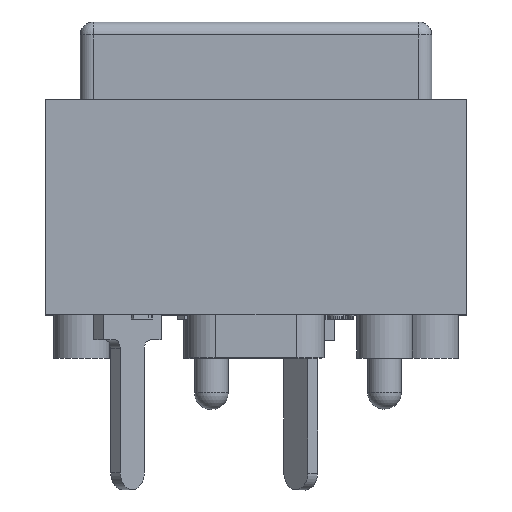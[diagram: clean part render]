
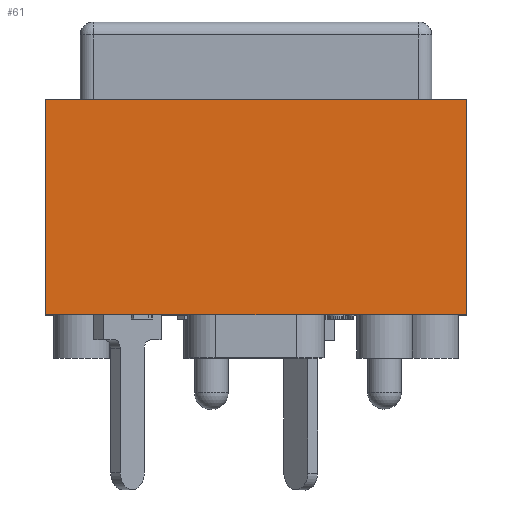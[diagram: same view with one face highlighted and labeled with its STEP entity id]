
A CAD part, top view. The second image highlights one B-rep face of the part: STEP entity #61.
In plain terms, the highlighted planar face has unit normal (0, 0, 1).
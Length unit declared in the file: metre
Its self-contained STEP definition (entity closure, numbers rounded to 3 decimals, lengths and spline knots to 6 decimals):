
#61 = ADVANCED_FACE( '', ( #593 ), #594, .T. );
#593 = FACE_OUTER_BOUND( '', #1640, .T. );
#594 = PLANE( '', #1641 );
#1640 = EDGE_LOOP( '', ( #3066, #3067, #3068, #3069 ) );
#1641 = AXIS2_PLACEMENT_3D( '', #3070, #3071, #3072 );
#3066 = ORIENTED_EDGE( '', *, *, #7289, .T. );
#3067 = ORIENTED_EDGE( '', *, *, #7290, .F. );
#3068 = ORIENTED_EDGE( '', *, *, #7291, .F. );
#3069 = ORIENTED_EDGE( '', *, *, #7096, .T. );
#3070 = CARTESIAN_POINT( '', ( -0.00616, -0.003988, 0.00616 ) );
#3071 = DIRECTION( '', ( 0., 0., 1. ) );
#3072 = DIRECTION( '', ( 1., 0., 0. ) );
#7096 = EDGE_CURVE( '', #8548, #8552, #8554, .T. );
#7289 = EDGE_CURVE( '', #8552, #8939, #8940, .T. );
#7290 = EDGE_CURVE( '', #8941, #8939, #8942, .T. );
#7291 = EDGE_CURVE( '', #8548, #8941, #8943, .T. );
#8548 = VERTEX_POINT( '', #10923 );
#8552 = VERTEX_POINT( '', #10929 );
#8554 = LINE( '', #10932, #10933 );
#8939 = VERTEX_POINT( '', #11501 );
#8940 = LINE( '', #11502, #11503 );
#8941 = VERTEX_POINT( '', #11504 );
#8942 = LINE( '', #11505, #11506 );
#8943 = LINE( '', #11507, #11508 );
#10923 = CARTESIAN_POINT( '', ( -0.00616, -0.003988, 0.00616 ) );
#10929 = CARTESIAN_POINT( '', ( 0.00616, -0.003988, 0.00616 ) );
#10932 = CARTESIAN_POINT( '', ( -0.00616, -0.003988, 0.00616 ) );
#10933 = VECTOR( '', #14385, 1. );
#11501 = CARTESIAN_POINT( '', ( 0.00616, 0.002311, 0.00616 ) );
#11502 = CARTESIAN_POINT( '', ( 0.00616, -0.003988, 0.00616 ) );
#11503 = VECTOR( '', #14596, 1. );
#11504 = CARTESIAN_POINT( '', ( -0.00616, 0.002311, 0.00616 ) );
#11505 = CARTESIAN_POINT( '', ( -0.00616, 0.002311, 0.00616 ) );
#11506 = VECTOR( '', #14597, 1. );
#11507 = CARTESIAN_POINT( '', ( -0.00616, -0.003988, 0.00616 ) );
#11508 = VECTOR( '', #14598, 1. );
#14385 = DIRECTION( '', ( 1., 0., 0. ) );
#14596 = DIRECTION( '', ( 0., 1., 0. ) );
#14597 = DIRECTION( '', ( 1., 0., 0. ) );
#14598 = DIRECTION( '', ( 0., 1., 0. ) );
